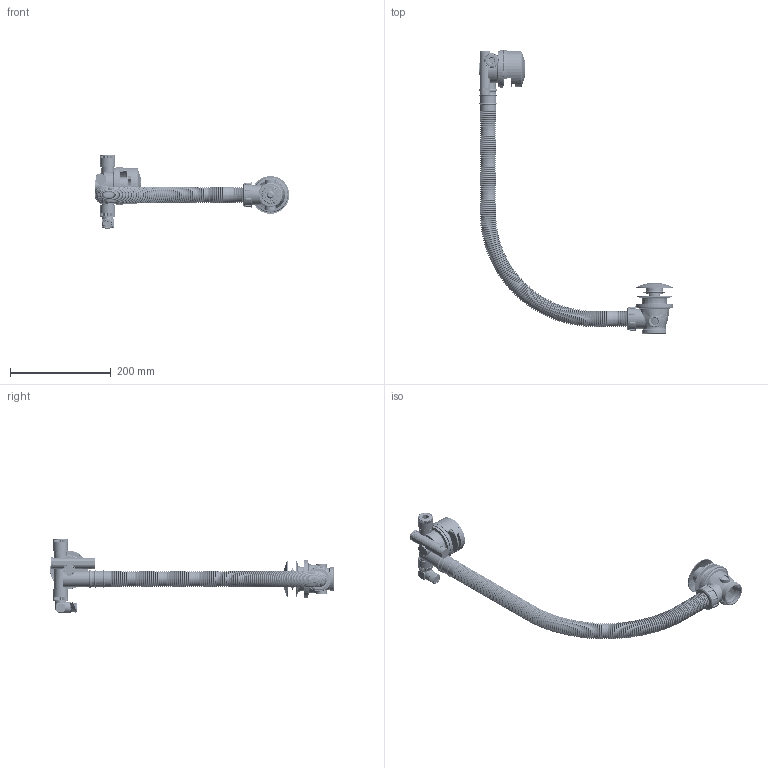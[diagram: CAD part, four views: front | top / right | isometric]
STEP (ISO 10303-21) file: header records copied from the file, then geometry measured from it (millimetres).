
FILE_DESCRIPTION((''),'2;1');
FILE_NAME('U1B42_CS2_ASM_1_ASM','2021-02-24T12:06:04',('salvatore.luglio'),(''),'CREO PARAMETRIC BY PTC INC, 2018020','CREO PARAMETRIC BY PTC INC, 2018020','');
FILE_SCHEMA(('CONFIG_CONTROL_DESIGN'));
Products named in the file (109): CP2680_1; TB1282_1_1; TB1282_1_2; TB1282_1_3; TB1282_1_4; TB1282_1_5; TB1282_1_6; TB1282_1_7; TB1282_1_8; TB1282_1_9; TB1282_1_10; TB1282_1_11; TB1282_1_12; TB1282_1_13; TB1282_1_14; TB1282_1_15; TB1282_1_16; TB1282_1_17; TB1282_1_18; TB1282_1_19; TB1282_1_20; TB1282_1_21; TB1282_1_22; TB1282_1_23; TB1282_1_24; TB1282_1_25; TB1282_1_26; TB1282_1_27; TB1282_1_28; TB1282_1_29; TB1282_1_30; TB1282_1_31; TB1282_1_32; TB1282_1_33; TB1282_1_34; TB1282_1_35; TB1282_1_36; TB1282_1_37; TB1282_1_38; TB1282_1_39 ...
Assembly tree (111 placements, depth 4):
  U1B42_CS2_ASM_1_ASM
    CP2680_1
    TB1282_1_ASM
      TB1282_1_1
      TB1282_1_2
      TB1282_1_3
      TB1282_1_4
      TB1282_1_5
      TB1282_1_6
      TB1282_1_7
      TB1282_1_8
      TB1282_1_9
      TB1282_1_10
      TB1282_1_11
      TB1282_1_12
      TB1282_1_13
      TB1282_1_14
      TB1282_1_15
      TB1282_1_16
      TB1282_1_17
      TB1282_1_18
      TB1282_1_19
      TB1282_1_20
      TB1282_1_21
      TB1282_1_22
      TB1282_1_23
      TB1282_1_24
      TB1282_1_25
      TB1282_1_26
      TB1282_1_27
      TB1282_1_28
      TB1282_1_29
      TB1282_1_30
      TB1282_1_31
      TB1282_1_32
      TB1282_1_33
      TB1282_1_34
      TB1282_1_35
      TB1282_1_36
      TB1282_1_37
      TB1282_1_38
      TB1282_1_39
      TB1282_1_40
      TB1282_1_41
      TB1282_1_42
      TB1282_1_43
      TB1282_1_44
      TB1282_1_45
      TB1282_1_46
      TB1282_1_47
      TB1282_1_48
      TB1282_1_49
      TB1282_1_50
      TB1282_1_51
      TB1282_1_52
      TB1282_1_53
      TB1282_1_54
      TB1282_1_55
      TB1282_1_56
      TB1282_1_57
Bounding box: 386.45 x 563.73 x 147.7 mm (x, y, z)
Volume: 532930.5 mm3; surface area: 446415.4 mm2
Topology: 123 solids, 173 shells, 5881 faces, 13910 edges, 8250 vertices
Faces by surface type: cone 1693, cylinder 1501, torus 1281, plane 1221, bspline 135, sphere 50
Entity records: 187791 total; most frequent: CARTESIAN_POINT 63379, DIRECTION 28758, ORIENTED_EDGE 24241, AXIS2_PLACEMENT_3D 12535, EDGE_CURVE 12306, VERTEX_POINT 7392, CIRCLE 7149, EDGE_LOOP 5476
